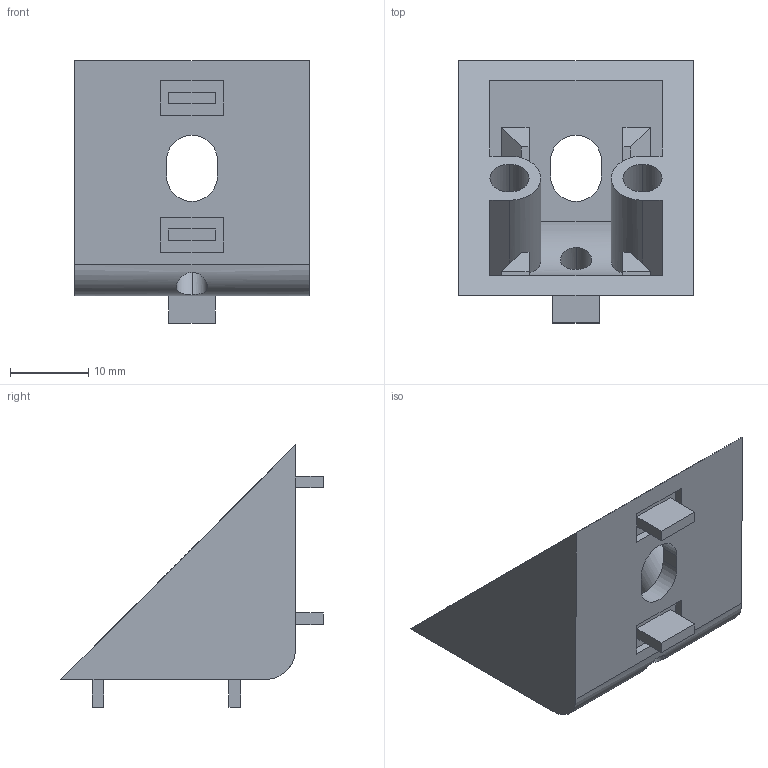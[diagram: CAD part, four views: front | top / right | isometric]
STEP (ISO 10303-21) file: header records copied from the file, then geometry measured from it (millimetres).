
FILE_DESCRIPTION (( 'STEP AP214' ), '1' );
FILE_NAME ('B834 Óãëîâîé àëþìèíèåâûé ñîåäèíèòåëü 30õ30S, ïàç 8.STEP', '2025-07-17T08:27:45', ( '' ), ( '' ), 'SwSTEP 2.0', 'SolidWorks 2025', '' );
FILE_SCHEMA (( 'AUTOMOTIVE_DESIGN' ));
Length unit declared in the file: millimetre
Products named in the file (1): B834 Угловой алюминиевый соединитель 30х30S, паз 8
Bounding box: 30 x 33.5 x 33.5 mm (x, y, z)
Volume: 7431 mm3; surface area: 5989.7 mm2
Topology: 1 solids, 1 shells, 107 faces, 262 edges, 172 vertices
Faces by surface type: plane 91, cylinder 16
Entity records: 3415 total; most frequent: CARTESIAN_POINT 850, ORIENTED_EDGE 524, DIRECTION 488, EDGE_CURVE 262, VECTOR 232, LINE 232, VERTEX_POINT 172, AXIS2_PLACEMENT_3D 128
